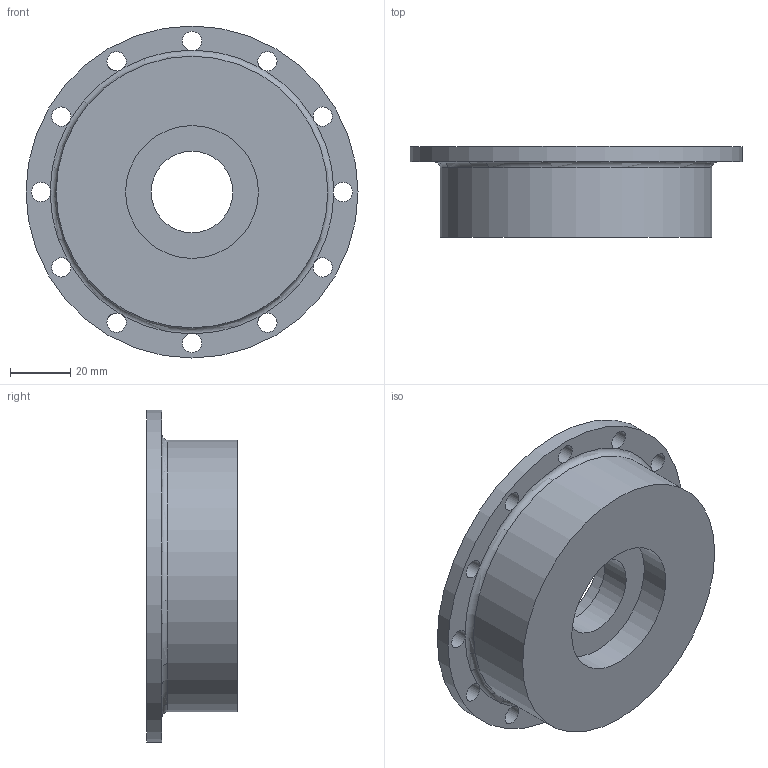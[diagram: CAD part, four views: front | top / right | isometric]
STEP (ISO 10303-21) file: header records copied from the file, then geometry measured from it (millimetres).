
FILE_DESCRIPTION(/* description */ (''),/* implementation_level */ '2;1');
FILE_NAME(/* name */ 'Hub_Connection.stp',/* time_stamp */ '2024-09-25T14:59:35+02:00',/* author */ ('Rayde Kruger'),/* organization */ (''),/* preprocessor_version */ 'ST-DEVELOPER v20',/* originating_system */ 'Autodesk Inventor 2025',/* authorisation */ '');
FILE_SCHEMA (('AUTOMOTIVE_DESIGN { 1 0 10303 214 3 1 1 }'));
Length unit declared in the file: millimetre
Products named in the file (1): Hub_Connection
Bounding box: 110 x 30 x 110 mm (x, y, z)
Volume: 168473.3 mm3; surface area: 30676.4 mm2
Topology: 1 solids, 1 shells, 41 faces, 116 edges, 77 vertices
Faces by surface type: cylinder 26, plane 14, torus 1
Full cylindrical faces by diameter (mm): 5 x9, 6.4 x12, 27 x1, 44 x2, 90 x1, 110 x1
Entity records: 1551 total; most frequent: CARTESIAN_POINT 341, DIRECTION 262, ORIENTED_EDGE 232, AXIS2_PLACEMENT_3D 118, EDGE_CURVE 116, VERTEX_POINT 77, CIRCLE 76, EDGE_LOOP 67
